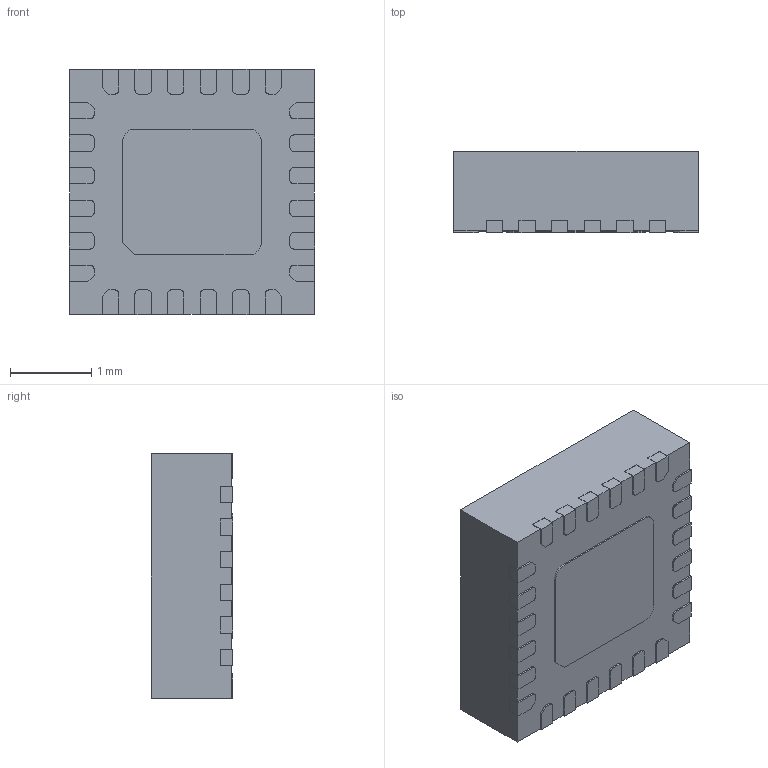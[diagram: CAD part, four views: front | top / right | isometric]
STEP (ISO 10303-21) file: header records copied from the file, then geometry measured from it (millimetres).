
FILE_DESCRIPTION (( 'STEP AP214' ), '1' );
FILE_NAME ('DAEEFD75-5AD0-41F6-9EF0-E66AD47835BA.STEP', '2025-10-20T15:07:59', ( '' ), ( '' ), 'SwSTEP 2.0', 'SolidWorks 2022', '' );
FILE_SCHEMA (( 'AUTOMOTIVE_DESIGN' ));
Length unit declared in the file: millimetre
Products named in the file (1): DAEEFD75-5AD0-41F6-9EF0-E66AD47835BA
Bounding box: 3.01 x 1 x 3.01 mm (x, y, z)
Volume: 8.9 mm3; surface area: 30.4 mm2
Topology: 1 solids, 1 shells, 208 faces, 614 edges, 410 vertices
Faces by surface type: plane 164, cylinder 43, bspline 1
Entity records: 7058 total; most frequent: CARTESIAN_POINT 1308, ORIENTED_EDGE 1228, DIRECTION 1114, EDGE_CURVE 614, VECTOR 526, LINE 526, VERTEX_POINT 410, AXIS2_PLACEMENT_3D 294
